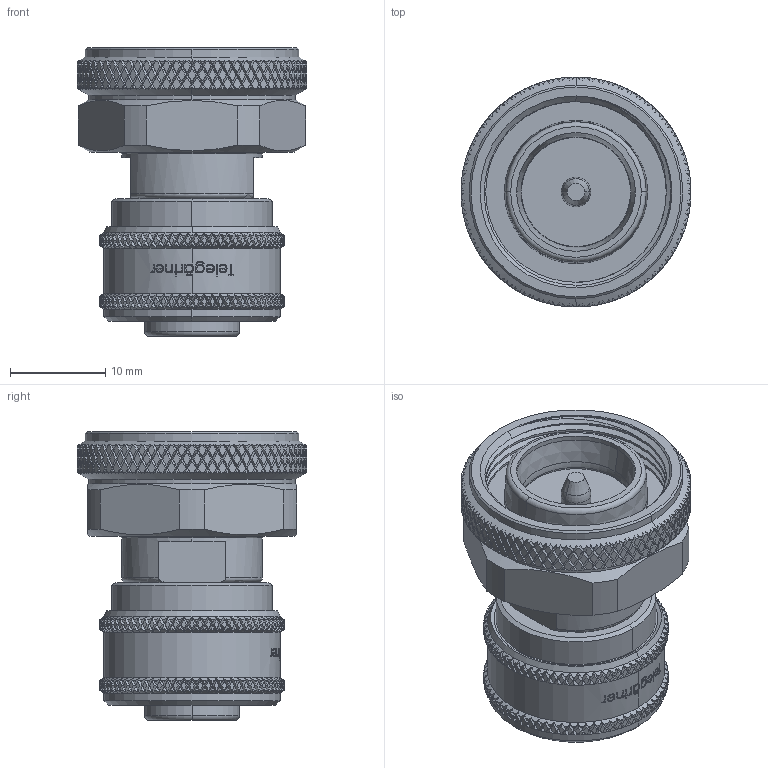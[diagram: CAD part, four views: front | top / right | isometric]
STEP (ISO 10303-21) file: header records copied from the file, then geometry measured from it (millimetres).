
FILE_DESCRIPTION (( 'STEP AP214' ), '1' );
FILE_NAME ('J01443A0001.STEP', '2018-08-02T09:38:53', ( '' ), ( '' ), 'SwSTEP 2.0', 'SolidWorks 2017', '' );
FILE_SCHEMA (( 'AUTOMOTIVE_DESIGN' ));
Length unit declared in the file: millimetre
Products named in the file (1): J01443A0001
Bounding box: 24.2 x 24.2 x 30.4 mm (x, y, z)
Volume: 7652.6 mm3; surface area: 4171 mm2
Topology: 1 solids, 2 shells, 3733 faces, 8726 edges, 5024 vertices
Faces by surface type: plane 2826, cylinder 842, cone 43, torus 16, bspline 6
Entity records: 147794 total; most frequent: CARTESIAN_POINT 33476, ORIENTED_EDGE 17452, DIRECTION 12583, EDGE_CURVE 8726, VERTEX_POINT 5024, AXIS2_PLACEMENT_3D 4468, EDGE_LOOP 3760, FACE_OUTER_BOUND 3733
